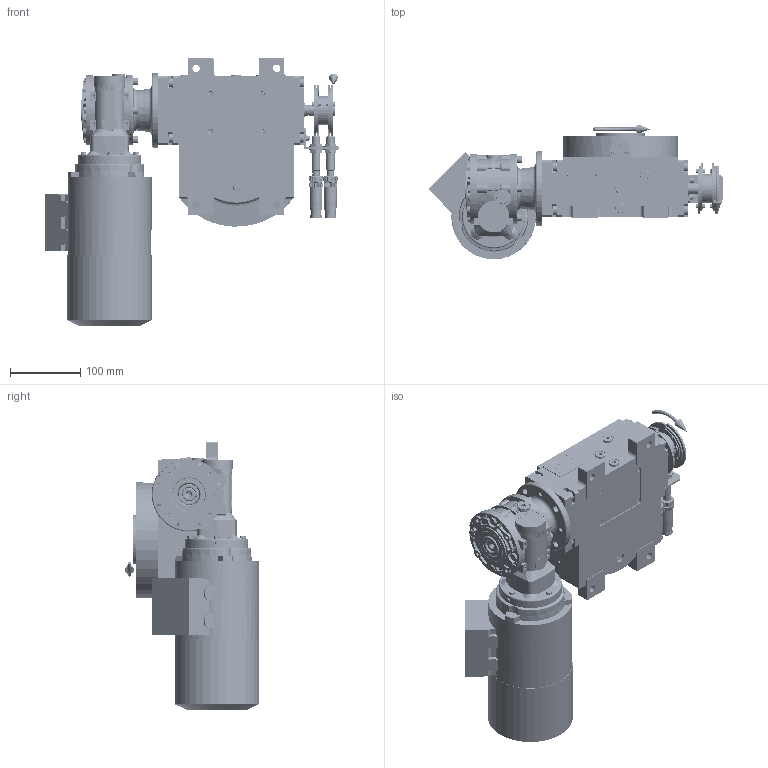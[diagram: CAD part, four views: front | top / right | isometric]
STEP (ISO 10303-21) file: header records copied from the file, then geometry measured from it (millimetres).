
FILE_DESCRIPTION (( 'STEP AP203' ), '1' );
FILE_NAME ('PC5201778.step', '2026-01-16T09:29:03', ( '' ), ( '' ), 'SwSTEP 2.0', 'SolidWorks 2020', '' );
FILE_SCHEMA (( 'CONFIG_CONTROL_DESIGN' ));
Length unit declared in the file: millimetre
Products named in the file (86): cfn2070_05_001; cfn2151_01_092; RIG04_005_ASM.stp; 900_38_30_003; cfn2055_01_002; AS_rig04_004_s_002; rig04_004; RIG04_005_AF0.stp; rig04_015; rig04_007_master; cfn2003_01_063; cfn2128_04_011; RMI40_F1_DX_63B14; cfn2000_01_147; cfn2115_02_068; 900_00_00_005; cfn2155_01_055; cfn2000_01_129; cfn2000_01_161; BM63B14; cfn2401_02_005; CFN2203_02_001.stp; AS_900_38_10_028; CFN2356_03_051.stp; cfn2115_02_194; cfn2476_01_001_48x38; cfn2115_02_213; AS_rig04_015; cfn2077_01_018; AS_900_00_00_005; cfn2107_01_001; cfn2128_05_006; freccia_angolare; AS_cfn2400_04_024; olio_agip_blasia_150; CFN2000_01_185.stp; cfn2205_01_012; cfn2104_01_016; rig04_003_6; cfn2400_04_024 ...
Assembly tree (83 placements, depth 5):
  cfn2151_01_092
  rig04_007_master
  CFN2203_02_001.stp
  CFN2356_03_051.stp
  cfn2115_02_213
Bounding box: 420.63 x 191.99 x 382.99 mm (x, y, z)
Volume: 4800551 mm3; surface area: 757601.9 mm2
Topology: 84 solids, 84 shells, 5923 faces, 15044 edges, 9563 vertices
Faces by surface type: plane 2739, cylinder 2015, cone 980, torus 165, bspline 18, sphere 6
Entity records: 163356 total; most frequent: CARTESIAN_POINT 39405, DIRECTION 24271, ORIENTED_EDGE 23838, EDGE_CURVE 11919, AXIS2_PLACEMENT_3D 8928, VERTEX_POINT 7653, LINE 6415, VECTOR 6415
